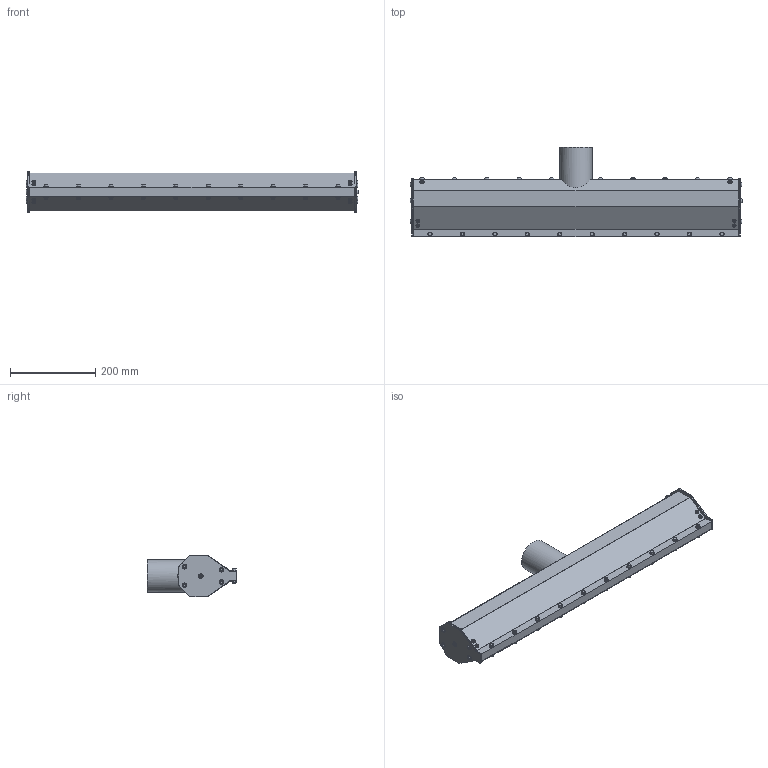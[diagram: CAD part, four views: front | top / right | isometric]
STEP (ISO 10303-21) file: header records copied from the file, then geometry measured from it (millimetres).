
FILE_DESCRIPTION(/* description */ (''),/* implementation_level */ '2;1');
FILE_NAME(/* name */ 'MAP3xxxxxx030_A.stp',/* time_stamp */ '2018-12-07T11:54:47-05:00',/* author */ ('James'),/* organization */ (''),/* preprocessor_version */ 'ST-DEVELOPER v16.5',/* originating_system */ 'Autodesk Inventor 2017',/* authorisation */ '');
FILE_SCHEMA (('AUTOMOTIVE_DESIGN { 1 0 10303 214 3 1 1 }'));
Length unit declared in the file: inch
Products named in the file (1): MAP3xxxxxx030_A
Bounding box: 780.09 x 211.04 x 96.53 mm (x, y, z)
Volume: 6813352.8 mm3; surface area: 333394.5 mm2
Topology: 1 solids, 1 shells, 612 faces, 1313 edges, 850 vertices
Faces by surface type: plane 251, cone 150, cylinder 149, sphere 32, bspline 20, torus 10
Full cylindrical faces by diameter (mm): 7.6 x8, 8.5 x10, 9 x8, 9.5 x12, 10 x20, 10.5 x12, 11 x24, 76.2 x1
Entity records: 35989 total; most frequent: CARTESIAN_POINT 24102, DIRECTION 2468, ORIENTED_EDGE 2230, EDGE_CURVE 1115, AXIS2_PLACEMENT_3D 1084, EDGE_LOOP 894, VERTEX_POINT 787, FACE_OUTER_BOUND 612
